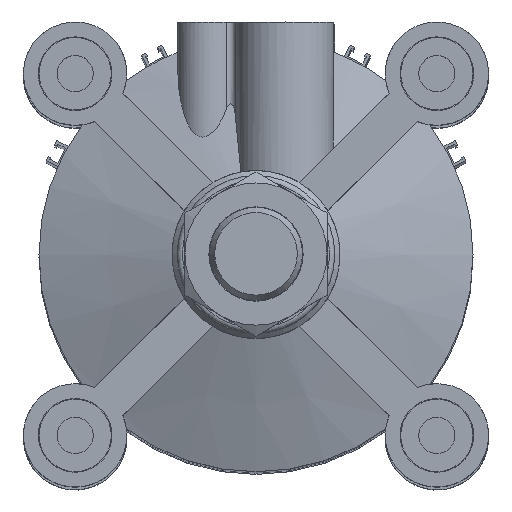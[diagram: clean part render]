
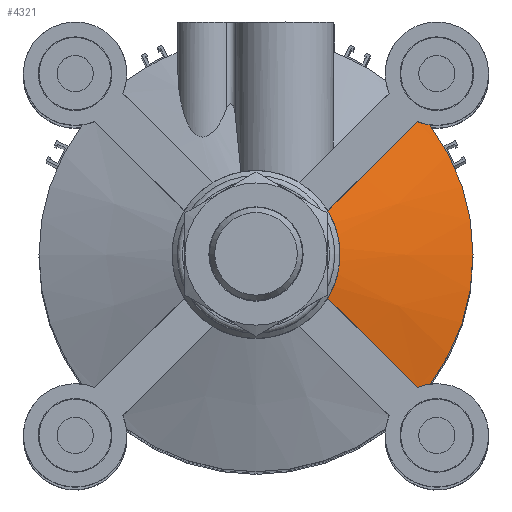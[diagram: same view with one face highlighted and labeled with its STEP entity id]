
A CAD part, top view. The second image highlights one B-rep face of the part: STEP entity #4321.
In plain terms, the highlighted conical face has half-angle 70 degrees and reference radius 58.25 mm.
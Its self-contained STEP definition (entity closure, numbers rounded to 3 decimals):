
#20=CONICAL_SURFACE('',#4722,58.25,1.222);
#48=(
BOUNDED_CURVE()
B_SPLINE_CURVE(2,(#6995,#6996,#6997),.UNSPECIFIED.,.F.,.F.)
B_SPLINE_CURVE_WITH_KNOTS((3,3),(0.,5.207),.UNSPECIFIED.)
CURVE()
GEOMETRIC_REPRESENTATION_ITEM()
RATIONAL_B_SPLINE_CURVE((1.,1.109,1.))
REPRESENTATION_ITEM('')
);
#50=(
BOUNDED_CURVE()
B_SPLINE_CURVE(2,(#7024,#7025,#7026),.UNSPECIFIED.,.F.,.F.)
B_SPLINE_CURVE_WITH_KNOTS((3,3),(0.,5.207),.UNSPECIFIED.)
CURVE()
GEOMETRIC_REPRESENTATION_ITEM()
RATIONAL_B_SPLINE_CURVE((1.,1.109,1.))
REPRESENTATION_ITEM('')
);
#99=B_SPLINE_CURVE_WITH_KNOTS('',3,(#7036,#7037,#7038,#7039),
 .UNSPECIFIED.,.F.,.F.,(4,4),(0.,0.005),
 .UNSPECIFIED.);
#100=B_SPLINE_CURVE_WITH_KNOTS('',3,(#7043,#7044,#7045,#7046),
 .UNSPECIFIED.,.F.,.F.,(4,4),(0.,0.005),
 .UNSPECIFIED.);
#1506=ORIENTED_EDGE('',*,*,#2397,.T.);
#1507=ORIENTED_EDGE('',*,*,#2412,.F.);
#1508=ORIENTED_EDGE('',*,*,#2408,.T.);
#1509=ORIENTED_EDGE('',*,*,#2413,.T.);
#1510=ORIENTED_EDGE('',*,*,#2414,.T.);
#1511=ORIENTED_EDGE('',*,*,#2415,.T.);
#2397=EDGE_CURVE('',#2906,#2904,#48,.T.);
#2408=EDGE_CURVE('',#2913,#2914,#50,.T.);
#2412=EDGE_CURVE('',#2913,#2904,#3186,.T.);
#2413=EDGE_CURVE('',#2914,#2917,#99,.T.);
#2414=EDGE_CURVE('',#2917,#2918,#3187,.T.);
#2415=EDGE_CURVE('',#2918,#2906,#100,.T.);
#2904=VERTEX_POINT('',#6993);
#2906=VERTEX_POINT('',#6998);
#2913=VERTEX_POINT('',#7027);
#2914=VERTEX_POINT('',#7028);
#2917=VERTEX_POINT('',#7040);
#2918=VERTEX_POINT('',#7042);
#3186=CIRCLE('',#4723,32.5);
#3187=CIRCLE('',#4724,84.);
#3462=EDGE_LOOP('',(#1506,#1507,#1508,#1509,#1510,#1511));
#3828=FACE_BOUND('',#3462,.T.);
#4321=ADVANCED_FACE('',(#3828),#20,.T.);
#4722=AXIS2_PLACEMENT_3D('',#7034,#5639,#5640);
#4723=AXIS2_PLACEMENT_3D('',#7035,#5641,#5642);
#4724=AXIS2_PLACEMENT_3D('',#7041,#5643,#5644);
#5639=DIRECTION('',(0.,-1.,0.));
#5640=DIRECTION('',(-1.,0.,0.));
#5641=DIRECTION('',(0.,1.,0.));
#5642=DIRECTION('',(-1.,0.,0.));
#5643=DIRECTION('',(0.,1.,0.));
#5644=DIRECTION('',(-1.,0.,0.));
#6993=CARTESIAN_POINT('',(16.838,31.744,27.798));
#6995=CARTESIAN_POINT('',(51.483,14.118,62.443));
#6996=CARTESIAN_POINT('',(26.764,26.782,37.725));
#6997=CARTESIAN_POINT('',(16.838,31.744,27.798));
#6998=CARTESIAN_POINT('',(51.483,14.118,62.443));
#7024=CARTESIAN_POINT('',(-16.838,31.744,27.798));
#7025=CARTESIAN_POINT('',(-26.764,26.782,37.725));
#7026=CARTESIAN_POINT('',(-51.483,14.118,62.443));
#7027=CARTESIAN_POINT('',(-16.838,31.744,27.798));
#7028=CARTESIAN_POINT('',(-51.483,14.118,62.443));
#7034=CARTESIAN_POINT('',(0.,22.372,0.));
#7035=CARTESIAN_POINT('',(0.,31.744,0.));
#7036=CARTESIAN_POINT('',(-51.483,14.118,62.443));
#7037=CARTESIAN_POINT('',(-50.829,13.819,64.044));
#7038=CARTESIAN_POINT('',(-50.397,13.443,65.686));
#7039=CARTESIAN_POINT('',(-50.174,13.,67.369));
#7040=CARTESIAN_POINT('',(-50.174,13.,67.369));
#7041=CARTESIAN_POINT('',(0.,13.,0.));
#7042=CARTESIAN_POINT('',(50.174,13.,67.369));
#7043=CARTESIAN_POINT('',(50.174,13.,67.369));
#7044=CARTESIAN_POINT('',(50.397,13.443,65.686));
#7045=CARTESIAN_POINT('',(50.829,13.819,64.044));
#7046=CARTESIAN_POINT('',(51.483,14.118,62.443));
